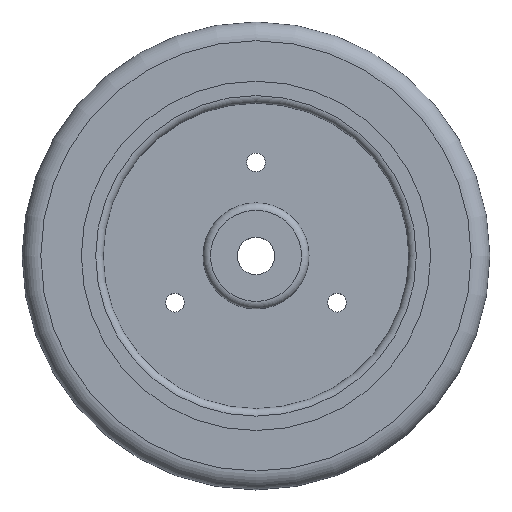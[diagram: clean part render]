
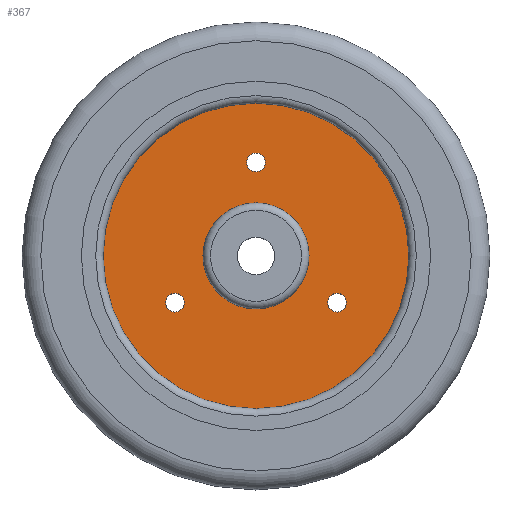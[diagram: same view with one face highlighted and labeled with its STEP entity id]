
A CAD part, top view. The second image highlights one B-rep face of the part: STEP entity #367.
In plain terms, the highlighted planar face has unit normal (0, 0, 1).
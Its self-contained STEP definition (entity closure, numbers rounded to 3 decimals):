
#247 = VERTEX_POINT('',#248);
#248 = CARTESIAN_POINT('',(-13.74,-6.201,2.));
#256 = EDGE_CURVE('',#247,#247,#257,.T.);
#257 = CIRCLE('',#258,1.5);
#258 = AXIS2_PLACEMENT_3D('',#259,#260,#261);
#259 = CARTESIAN_POINT('',(-12.99,-7.5,2.));
#260 = DIRECTION('',(0.,0.,1.));
#261 = DIRECTION('',(-0.5,0.866,0.));
#297 = VERTEX_POINT('',#298);
#298 = CARTESIAN_POINT('',(12.24,-8.799,2.));
#306 = EDGE_CURVE('',#297,#297,#307,.T.);
#307 = CIRCLE('',#308,1.5);
#308 = AXIS2_PLACEMENT_3D('',#309,#310,#311);
#309 = CARTESIAN_POINT('',(12.99,-7.5,2.));
#310 = DIRECTION('',(0.,0.,1.));
#311 = DIRECTION('',(-0.5,-0.866,0.));
#322 = VERTEX_POINT('',#323);
#323 = CARTESIAN_POINT('',(1.5,15.,2.));
#331 = EDGE_CURVE('',#322,#322,#332,.T.);
#332 = CIRCLE('',#333,1.5);
#333 = AXIS2_PLACEMENT_3D('',#334,#335,#336);
#334 = CARTESIAN_POINT('',(0.,15.,2.));
#335 = DIRECTION('',(0.,0.,1.));
#336 = DIRECTION('',(1.,0.,0.));
#347 = VERTEX_POINT('',#348);
#348 = CARTESIAN_POINT('',(24.5,0.,2.));
#354 = EDGE_CURVE('',#347,#347,#355,.T.);
#355 = CIRCLE('',#356,24.5);
#356 = AXIS2_PLACEMENT_3D('',#357,#358,#359);
#357 = CARTESIAN_POINT('',(0.,0.,2.));
#358 = DIRECTION('',(0.,0.,1.));
#359 = DIRECTION('',(1.,0.,0.));
#367 = ADVANCED_FACE('',(#368,#371,#374,#385,#388),#391,.T.);
#368 = FACE_BOUND('',#369,.T.);
#369 = EDGE_LOOP('',(#370));
#370 = ORIENTED_EDGE('',*,*,#354,.T.);
#371 = FACE_BOUND('',#372,.T.);
#372 = EDGE_LOOP('',(#373));
#373 = ORIENTED_EDGE('',*,*,#256,.F.);
#374 = FACE_BOUND('',#375,.T.);
#375 = EDGE_LOOP('',(#376));
#376 = ORIENTED_EDGE('',*,*,#377,.F.);
#377 = EDGE_CURVE('',#378,#378,#380,.T.);
#378 = VERTEX_POINT('',#379);
#379 = CARTESIAN_POINT('',(8.5,0.,2.));
#380 = CIRCLE('',#381,8.5);
#381 = AXIS2_PLACEMENT_3D('',#382,#383,#384);
#382 = CARTESIAN_POINT('',(0.,0.,2.));
#383 = DIRECTION('',(0.,0.,1.));
#384 = DIRECTION('',(1.,0.,0.));
#385 = FACE_BOUND('',#386,.T.);
#386 = EDGE_LOOP('',(#387));
#387 = ORIENTED_EDGE('',*,*,#306,.F.);
#388 = FACE_BOUND('',#389,.T.);
#389 = EDGE_LOOP('',(#390));
#390 = ORIENTED_EDGE('',*,*,#331,.F.);
#391 = PLANE('',#392);
#392 = AXIS2_PLACEMENT_3D('',#393,#394,#395);
#393 = CARTESIAN_POINT('',(0.,0.,2.));
#394 = DIRECTION('',(0.,0.,1.));
#395 = DIRECTION('',(1.,0.,0.));
